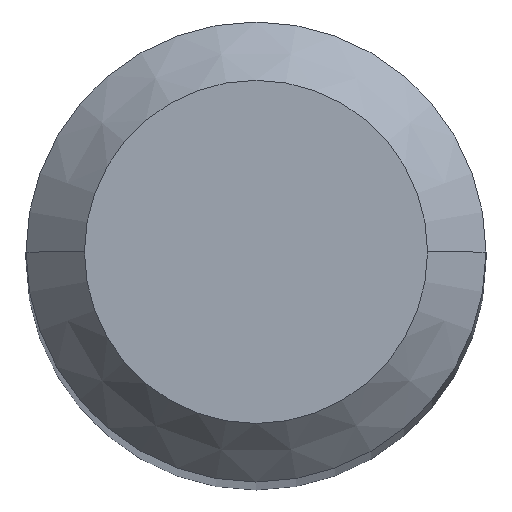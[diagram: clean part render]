
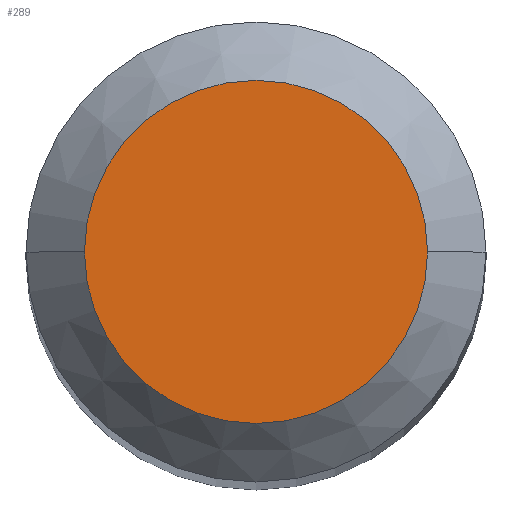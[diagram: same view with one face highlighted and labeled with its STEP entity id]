
A CAD part, top view. The second image highlights one B-rep face of the part: STEP entity #289.
In plain terms, the highlighted planar face has unit normal (0, 0, 1).
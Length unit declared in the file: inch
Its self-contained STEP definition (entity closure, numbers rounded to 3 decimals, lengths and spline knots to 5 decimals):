
#28 = CARTESIAN_POINT ( 'NONE',  ( 0., 0., 1.49606 ) ) ;
#32 = CIRCLE ( 'NONE', #273, 0.04405 ) ;
#51 = CARTESIAN_POINT ( 'NONE',  ( 0., 0., 1.49606 ) ) ;
#57 = VERTEX_POINT ( 'NONE', #291 ) ;
#90 = DIRECTION ( 'NONE',  ( 1., 0., 0. ) ) ;
#112 = DIRECTION ( 'NONE',  ( 0., 0., 1. ) ) ;
#128 = VERTEX_POINT ( 'NONE', #221 ) ;
#132 = FACE_OUTER_BOUND ( 'NONE', #277, .T. ) ;
#189 = CIRCLE ( 'NONE', #224, 0.04405 ) ;
#191 = DIRECTION ( 'NONE',  ( 1., 0., 0. ) ) ;
#194 = CARTESIAN_POINT ( 'NONE',  ( 0., 0., 1.49606 ) ) ;
#207 = AXIS2_PLACEMENT_3D ( 'NONE', #28, #112, #191 ) ;
#209 = DIRECTION ( 'NONE',  ( 0., 0., 1. ) ) ;
#215 = ORIENTED_EDGE ( 'NONE', *, *, #250, .T. ) ;
#221 = CARTESIAN_POINT ( 'NONE',  ( -0.04405, 0., 1.49606 ) ) ;
#224 = AXIS2_PLACEMENT_3D ( 'NONE', #194, #209, #305 ) ;
#233 = EDGE_CURVE ( 'NONE', #57, #128, #189, .T. ) ;
#250 = EDGE_CURVE ( 'NONE', #128, #57, #32, .T. ) ;
#259 = PLANE ( 'NONE',  #207 ) ;
#273 = AXIS2_PLACEMENT_3D ( 'NONE', #51, #279, #90 ) ;
#277 = EDGE_LOOP ( 'NONE', ( #215, #281 ) ) ;
#279 = DIRECTION ( 'NONE',  ( 0., 0., 1. ) ) ;
#281 = ORIENTED_EDGE ( 'NONE', *, *, #233, .T. ) ;
#289 = ADVANCED_FACE ( 'NONE', ( #132 ), #259, .T. ) ;
#291 = CARTESIAN_POINT ( 'NONE',  ( 0.04405, 0., 1.49606 ) ) ;
#305 = DIRECTION ( 'NONE',  ( 1., 0., 0. ) ) ;
